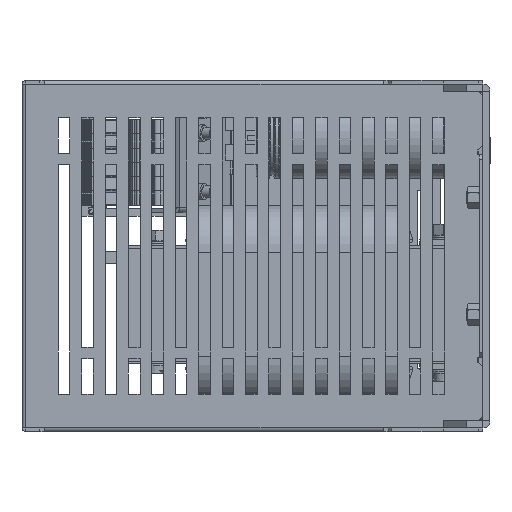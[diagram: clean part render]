
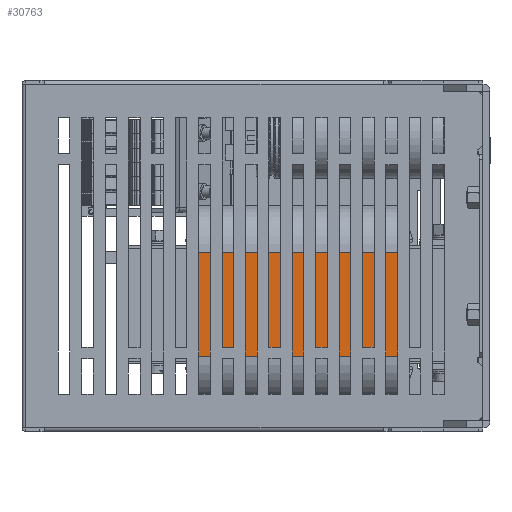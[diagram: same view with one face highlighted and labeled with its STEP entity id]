
A CAD part, left-side view. The second image highlights one B-rep face of the part: STEP entity #30763.
In plain terms, the highlighted planar face has unit normal (-1, 0, 0).
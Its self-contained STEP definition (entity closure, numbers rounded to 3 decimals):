
#304 = VECTOR ( 'NONE', #67938, 1000. ) ;
#1538 = CARTESIAN_POINT ( 'NONE',  ( -28.8, 0., -22.25 ) ) ;
#3845 = DIRECTION ( 'NONE',  ( 1., 0., 0. ) ) ;
#4439 = LINE ( 'NONE', #61126, #304 ) ;
#6879 = FACE_OUTER_BOUND ( 'NONE', #83909, .T. ) ;
#7511 = VERTEX_POINT ( 'NONE', #51324 ) ;
#8635 = VERTEX_POINT ( 'NONE', #69150 ) ;
#9165 = EDGE_CURVE ( 'NONE', #36156, #73722, #4439, .T. ) ;
#10086 = CARTESIAN_POINT ( 'NONE',  ( -28.8, 86.2, 42.25 ) ) ;
#11189 = AXIS2_PLACEMENT_3D ( 'NONE', #10086, #3845, #49341 ) ;
#11763 = EDGE_CURVE ( 'NONE', #73722, #8635, #72152, .T. ) ;
#14894 = DIRECTION ( 'NONE',  ( 0., 1., 0. ) ) ;
#16478 = CARTESIAN_POINT ( 'NONE',  ( -28.8, 86.2, -22.25 ) ) ;
#19199 = VECTOR ( 'NONE', #46285, 1000. ) ;
#27994 = CARTESIAN_POINT ( 'NONE',  ( -28.8, 86.2, 22.25 ) ) ;
#29836 = DIRECTION ( 'NONE',  ( 0., -1., 0. ) ) ;
#30763 = ADVANCED_FACE ( 'NONE', ( #6879 ), #81863, .F. ) ;
#34417 = VECTOR ( 'NONE', #29836, 1000. ) ;
#36156 = VERTEX_POINT ( 'NONE', #1538 ) ;
#36946 = EDGE_CURVE ( 'NONE', #7511, #36156, #47670, .T. ) ;
#39723 = CARTESIAN_POINT ( 'NONE',  ( -28.8, 86.2, 42.25 ) ) ;
#39787 = ORIENTED_EDGE ( 'NONE', *, *, #9165, .T. ) ;
#40345 = ORIENTED_EDGE ( 'NONE', *, *, #11763, .T. ) ;
#46285 = DIRECTION ( 'NONE',  ( 0., 0., 1. ) ) ;
#47670 = LINE ( 'NONE', #16478, #34417 ) ;
#48682 = VECTOR ( 'NONE', #14894, 1000. ) ;
#49341 = DIRECTION ( 'NONE',  ( 0., 0., -1. ) ) ;
#51324 = CARTESIAN_POINT ( 'NONE',  ( -28.8, 86.2, -22.25 ) ) ;
#53642 = ORIENTED_EDGE ( 'NONE', *, *, #36946, .T. ) ;
#61126 = CARTESIAN_POINT ( 'NONE',  ( -28.8, 0., 42.25 ) ) ;
#63383 = CARTESIAN_POINT ( 'NONE',  ( -28.8, 0., 22.25 ) ) ;
#64568 = ORIENTED_EDGE ( 'NONE', *, *, #73303, .F. ) ;
#67938 = DIRECTION ( 'NONE',  ( 0., 0., 1. ) ) ;
#69150 = CARTESIAN_POINT ( 'NONE',  ( -28.8, 86.2, 22.25 ) ) ;
#71135 = LINE ( 'NONE', #39723, #19199 ) ;
#72152 = LINE ( 'NONE', #27994, #48682 ) ;
#73303 = EDGE_CURVE ( 'NONE', #7511, #8635, #71135, .T. ) ;
#73722 = VERTEX_POINT ( 'NONE', #63383 ) ;
#81863 = PLANE ( 'NONE',  #11189 ) ;
#83909 = EDGE_LOOP ( 'NONE', ( #64568, #53642, #39787, #40345 ) ) ;
